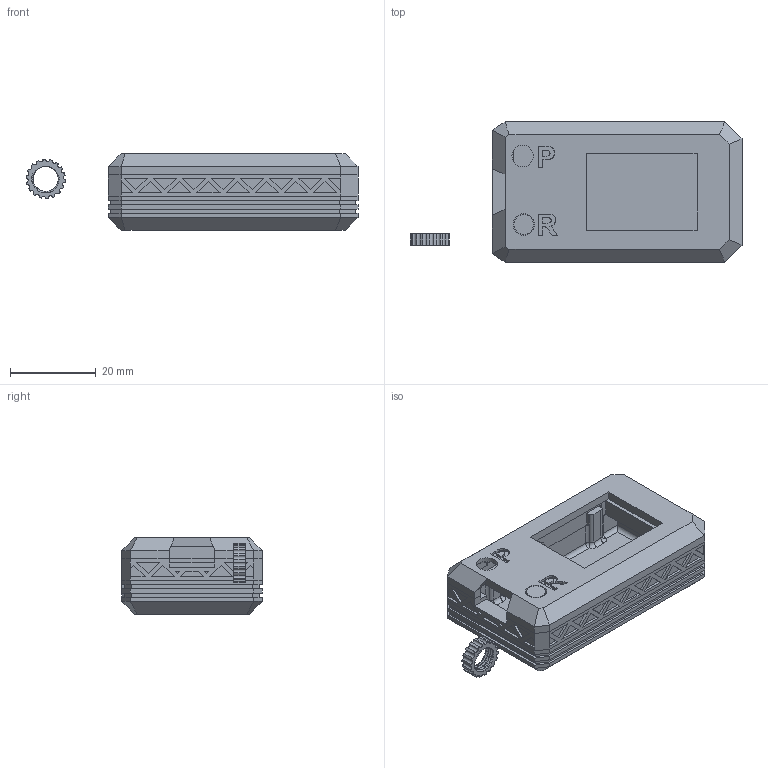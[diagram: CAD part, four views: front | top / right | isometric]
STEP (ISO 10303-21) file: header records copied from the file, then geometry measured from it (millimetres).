
FILE_DESCRIPTION(/* description */ (''),/* implementation_level */ '2;1');
FILE_NAME(/* name */ 'ttgo lora32 v1 case v17.step',/* time_stamp */ '2023-06-04T19:41:21+02:00',/* author */ (''),/* organization */ (''),/* preprocessor_version */ 'ST-DEVELOPER v19.2',/* originating_system */ 'Autodesk Translation Framework v12.6.0.85',/* authorisation */ '');
FILE_SCHEMA (('AUTOMOTIVE_DESIGN { 1 0 10303 214 3 1 1 }'));
Length unit declared in the file: millimetre
Products named in the file (1): ttgo lora32 v1 case
Bounding box: 77.5 x 32.8 x 17.9 mm (x, y, z)
Volume: 12364.2 mm3; surface area: 14554.5 mm2
Topology: 5 solids, 5 shells, 711 faces, 1859 edges, 1214 vertices
Faces by surface type: plane 566, cylinder 95, bspline 31, torus 8, sphere 8, cone 3
Full cylindrical faces by diameter (mm): 1.5 x2, 4.6 x1, 5 x3, 5.824 x2, 6.51 x2
Entity records: 22746 total; most frequent: CARTESIAN_POINT 5283, ORIENTED_EDGE 3718, DIRECTION 3334, EDGE_CURVE 1859, LINE 1580, VECTOR 1580, VERTEX_POINT 1214, AXIS2_PLACEMENT_3D 877
